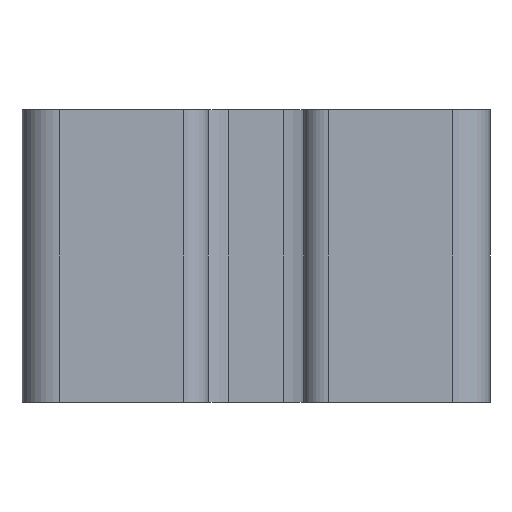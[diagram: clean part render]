
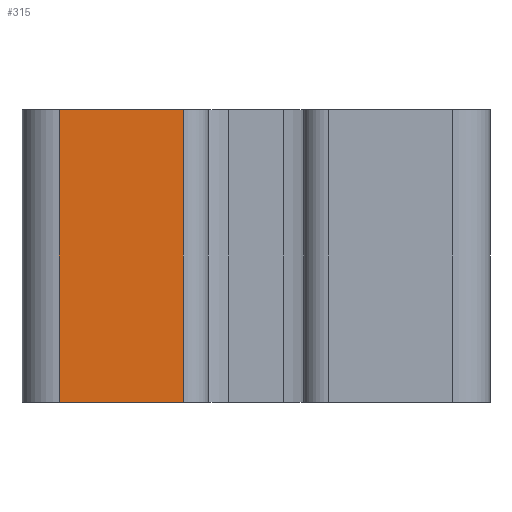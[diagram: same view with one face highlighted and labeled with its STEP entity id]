
A CAD part, front view. The second image highlights one B-rep face of the part: STEP entity #315.
In plain terms, the highlighted planar face has unit normal (0, -1, 0).
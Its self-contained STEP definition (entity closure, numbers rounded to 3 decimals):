
#315 = ADVANCED_FACE( '', ( #715 ), #716, .T. );
#715 = FACE_OUTER_BOUND( '', #1206, .T. );
#716 = PLANE( '', #1207 );
#1206 = EDGE_LOOP( '', ( #2020, #2021, #2022, #2023 ) );
#1207 = AXIS2_PLACEMENT_3D( '', #2024, #2025, #2026 );
#2020 = ORIENTED_EDGE( '', *, *, #3341, .F. );
#2021 = ORIENTED_EDGE( '', *, *, #3342, .F. );
#2022 = ORIENTED_EDGE( '', *, *, #3343, .T. );
#2023 = ORIENTED_EDGE( '', *, *, #3344, .T. );
#2024 = CARTESIAN_POINT( '', ( -16.83, -60., -25. ) );
#2025 = DIRECTION( '', ( 0., -1., 0. ) );
#2026 = DIRECTION( '', ( 0., 0., -1. ) );
#3341 = EDGE_CURVE( '', #4164, #4165, #4166, .T. );
#3342 = EDGE_CURVE( '', #4167, #4164, #4168, .T. );
#3343 = EDGE_CURVE( '', #4167, #4169, #4170, .T. );
#3344 = EDGE_CURVE( '', #4169, #4165, #4171, .T. );
#4164 = VERTEX_POINT( '', #5253 );
#4165 = VERTEX_POINT( '', #5254 );
#4166 = LINE( '', #5255, #5256 );
#4167 = VERTEX_POINT( '', #5257 );
#4168 = LINE( '', #5258, #5259 );
#4169 = VERTEX_POINT( '', #5260 );
#4170 = LINE( '', #5261, #5262 );
#4171 = LINE( '', #5263, #5264 );
#5253 = CARTESIAN_POINT( '', ( -16.83, -60., 0. ) );
#5254 = CARTESIAN_POINT( '', ( -6.223, -60., 0. ) );
#5255 = CARTESIAN_POINT( '', ( -16.83, -60., 0. ) );
#5256 = VECTOR( '', #6202, 1000. );
#5257 = CARTESIAN_POINT( '', ( -16.83, -60., -25. ) );
#5258 = CARTESIAN_POINT( '', ( -16.83, -60., -25. ) );
#5259 = VECTOR( '', #6203, 1000. );
#5260 = CARTESIAN_POINT( '', ( -6.223, -60., -25. ) );
#5261 = CARTESIAN_POINT( '', ( -16.83, -60., -25. ) );
#5262 = VECTOR( '', #6204, 1000. );
#5263 = CARTESIAN_POINT( '', ( -6.223, -60., -25. ) );
#5264 = VECTOR( '', #6205, 1000. );
#6202 = DIRECTION( '', ( 1., 0., 0. ) );
#6203 = DIRECTION( '', ( 0., 0., 1. ) );
#6204 = DIRECTION( '', ( 1., 0., 0. ) );
#6205 = DIRECTION( '', ( 0., 0., 1. ) );
